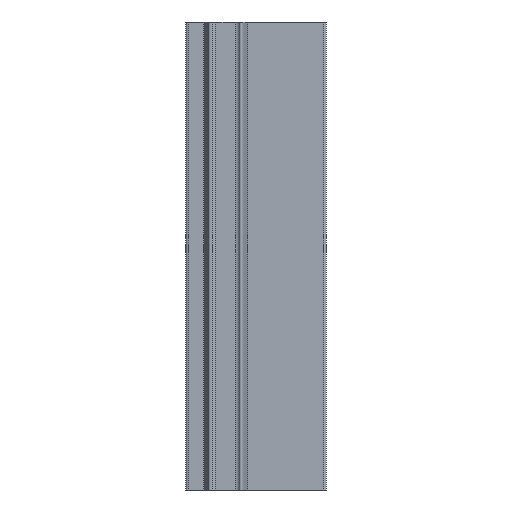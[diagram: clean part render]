
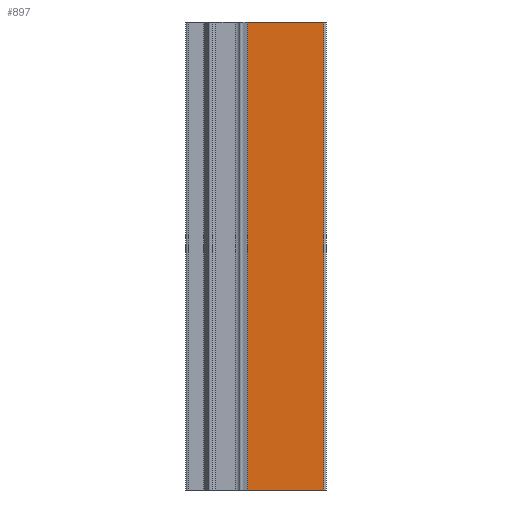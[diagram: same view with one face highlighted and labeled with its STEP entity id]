
A CAD part, front view. The second image highlights one B-rep face of the part: STEP entity #897.
In plain terms, the highlighted planar face has unit normal (0, -1, 0).
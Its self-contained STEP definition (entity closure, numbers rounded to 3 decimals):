
#33=PLANE('',#984);
#99=LINE('',#1446,#191);
#100=LINE('',#1448,#192);
#101=LINE('',#1450,#193);
#102=LINE('',#1452,#194);
#191=VECTOR('',#1180,1000.);
#192=VECTOR('',#1183,1000.);
#193=VECTOR('',#1184,1000.);
#194=VECTOR('',#1185,1000.);
#338=ORIENTED_EDGE('',*,*,#576,.F.);
#339=ORIENTED_EDGE('',*,*,#575,.F.);
#340=ORIENTED_EDGE('',*,*,#577,.T.);
#341=ORIENTED_EDGE('',*,*,#578,.T.);
#575=EDGE_CURVE('',#681,#680,#99,.T.);
#576=EDGE_CURVE('',#680,#682,#100,.T.);
#577=EDGE_CURVE('',#681,#683,#101,.T.);
#578=EDGE_CURVE('',#683,#682,#102,.T.);
#680=VERTEX_POINT('',#1443);
#681=VERTEX_POINT('',#1445);
#682=VERTEX_POINT('',#1449);
#683=VERTEX_POINT('',#1451);
#781=EDGE_LOOP('',(#338,#339,#340,#341));
#829=FACE_BOUND('',#781,.T.);
#897=ADVANCED_FACE('',(#829),#33,.T.);
#984=AXIS2_PLACEMENT_3D('',#1447,#1181,#1182);
#1180=DIRECTION('',(0.,0.,1.));
#1181=DIRECTION('',(0.,-1.,0.));
#1182=DIRECTION('',(0.,0.,-1.));
#1183=DIRECTION('',(1.,0.,0.));
#1184=DIRECTION('',(1.,0.,0.));
#1185=DIRECTION('',(0.,0.,1.));
#1443=CARTESIAN_POINT('',(-16.782,-0.5,0.));
#1445=CARTESIAN_POINT('',(-16.782,-0.5,-100.));
#1446=CARTESIAN_POINT('',(-16.782,-0.5,-100.));
#1447=CARTESIAN_POINT('',(-16.782,-0.5,-100.));
#1448=CARTESIAN_POINT('',(-16.782,-0.5,0.));
#1449=CARTESIAN_POINT('',(0.,-0.5,0.));
#1450=CARTESIAN_POINT('',(-16.782,-0.5,-100.));
#1451=CARTESIAN_POINT('',(0.,-0.5,-100.));
#1452=CARTESIAN_POINT('',(0.,-0.5,-100.));
